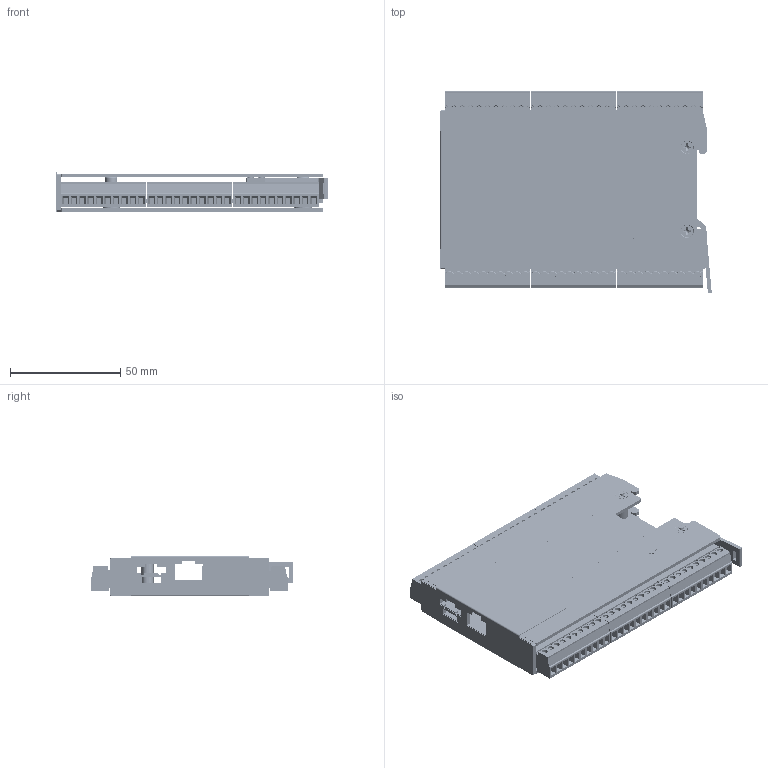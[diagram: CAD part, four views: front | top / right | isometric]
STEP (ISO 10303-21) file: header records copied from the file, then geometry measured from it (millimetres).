
FILE_DESCRIPTION(/* description */ ('dw25X-S7'),/* implementation_level */ '2;1');
FILE_NAME(/* name */ 'dw25X-S7 WEB.step',/* time_stamp */ '2024-08-22T13:09:01-07:00',/* author */ (''),/* organization */ (''),/* preprocessor_version */ 'ST-DEVELOPER v20',/* originating_system */ 'Autodesk Translation Framework v13.14.0.145',/* authorisation */ '');
FILE_SCHEMA (('AUTOMOTIVE_DESIGN { 1 0 10303 214 3 1 1 }'));
Products named in the file (14): dw25X-S7; AC504090iE; LA504081iD; AC504081iD; keystone-PN24886; CUI_DEVICES_TBP02R1-381-10BE; AC504091iD; FE504097iD; BG504310; FY504267; AC504238iC; CI504194; HJ504278; HJ504326r4_Installed-S7
Assembly tree (35 placements, depth 3):
  dw25X-S7
    AC504090iE
    LA504081iD
      keystone-PN24886  x4
      AC504081iD
      CUI_DEVICES_TBP02R1-381-10BE  x5
    AC504091iD
    BG504310  x4
    FE504097iD
    FY504267  x8
    AC504238iC
    CI504194  x6
    HJ504278
    HJ504326r4_Installed-S7
Bounding box: 123 x 91.99 x 18.45 mm (x, y, z)
Volume: 75667.1 mm3; surface area: 102825.1 mm2
Topology: 47 solids, 55 shells, 6806 faces, 17292 edges, 10840 vertices
Faces by surface type: plane 3812, cylinder 2226, bspline 248, sphere 240, cone 160, torus 120
Full cylindrical faces by diameter (mm): 0.7 x8, 1.131 x5, 1.8 x50, 2.1 x60, 2.2 x6, 2.323 x176, 2.7 x60, 3 x192, 3.2 x4, 3.4 x4, 3.5 x88, 3.556 x4, 4.089 x4, 4.22 x4, 5 x2, 5.563 x4, 7.938 x4
Entity records: 59875 total; most frequent: CARTESIAN_POINT 22044, ORIENTED_EDGE 7773, DIRECTION 7491, EDGE_CURVE 3890, LINE 2791, VECTOR 2791, VERTEX_POINT 2494, AXIS2_PLACEMENT_3D 2350
